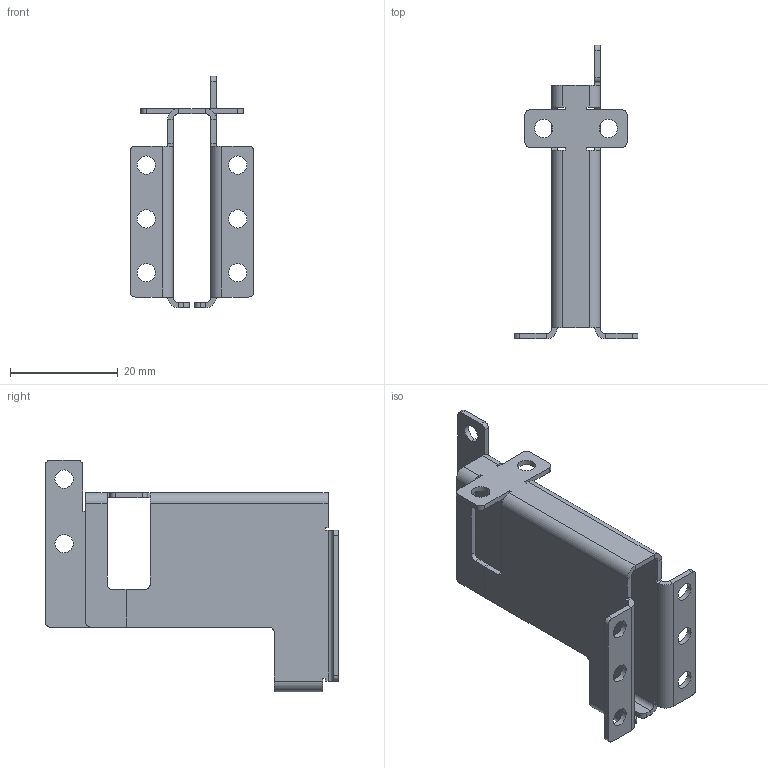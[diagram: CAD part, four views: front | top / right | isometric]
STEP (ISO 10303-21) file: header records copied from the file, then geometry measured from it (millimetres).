
FILE_DESCRIPTION (( 'STEP AP214' ), '1' );
FILE_NAME ('HPPM_OS_Cablerun_Blech.STEP', '2018-01-11T22:44:36', ( '' ), ( '' ), 'SwSTEP 2.0', 'SolidWorks 2013', '' );
FILE_SCHEMA (( 'AUTOMOTIVE_DESIGN' ));
Length unit declared in the file: millimetre
Products named in the file (1): HPPM_OS_Cablerun_Blech
Bounding box: 23 x 54.5 x 43 mm (x, y, z)
Volume: 3190.5 mm3; surface area: 6974.1 mm2
Topology: 1 solids, 1 shells, 160 faces, 410 edges, 252 vertices
Faces by surface type: plane 102, cylinder 58
Entity records: 4852 total; most frequent: DIRECTION 848, CARTESIAN_POINT 823, ORIENTED_EDGE 820, EDGE_CURVE 410, LINE 294, VECTOR 294, AXIS2_PLACEMENT_3D 277, VERTEX_POINT 252
